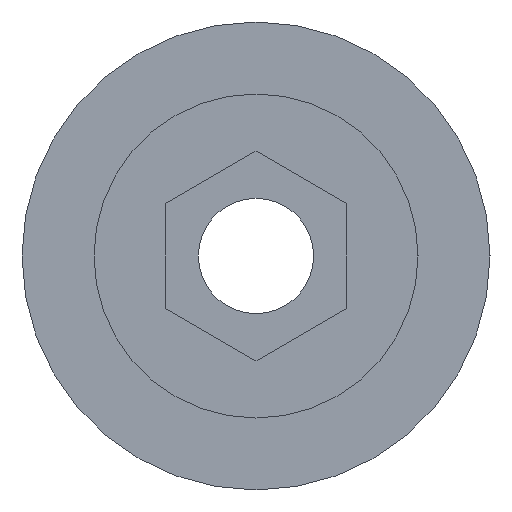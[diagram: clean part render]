
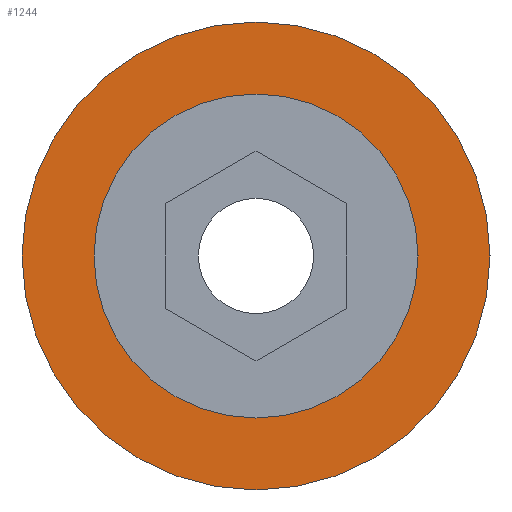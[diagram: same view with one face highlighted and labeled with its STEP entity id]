
A CAD part, left-side view. The second image highlights one B-rep face of the part: STEP entity #1244.
In plain terms, the highlighted planar face has unit normal (-1, 0, 0).
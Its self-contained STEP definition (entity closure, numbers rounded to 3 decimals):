
#178 = AXIS2_PLACEMENT_3D ( 'NONE', #2822, #3863, #3527 ) ;
#236 = CIRCLE ( 'NONE', #3865, 4.5 ) ;
#311 = CARTESIAN_POINT ( 'NONE',  ( 15.66, 0., 0. ) ) ;
#354 = FACE_OUTER_BOUND ( 'NONE', #1977, .T. ) ;
#512 = DIRECTION ( 'NONE',  ( 0., 0., -1. ) ) ;
#836 = DIRECTION ( 'NONE',  ( 0., 0., -1. ) ) ;
#882 = AXIS2_PLACEMENT_3D ( 'NONE', #311, #2058, #2721 ) ;
#1001 = AXIS2_PLACEMENT_3D ( 'NONE', #3304, #1561, #512 ) ;
#1123 = VERTEX_POINT ( 'NONE', #3307 ) ;
#1134 = EDGE_CURVE ( 'NONE', #1469, #4360, #3445, .T. ) ;
#1244 = ADVANCED_FACE ( 'NONE', ( #354, #3601 ), #1456, .F. ) ;
#1274 = CARTESIAN_POINT ( 'NONE',  ( 15.66, 0., -4.5 ) ) ;
#1456 = PLANE ( 'NONE',  #178 ) ;
#1467 = CARTESIAN_POINT ( 'NONE',  ( 15.66, 0., 0. ) ) ;
#1469 = VERTEX_POINT ( 'NONE', #2752 ) ;
#1561 = DIRECTION ( 'NONE',  ( 1., 0., 0. ) ) ;
#1600 = CARTESIAN_POINT ( 'NONE',  ( 15.66, 0., 0. ) ) ;
#1767 = VERTEX_POINT ( 'NONE', #3543 ) ;
#1882 = EDGE_CURVE ( 'NONE', #1767, #1123, #3126, .T. ) ;
#1924 = ORIENTED_EDGE ( 'NONE', *, *, #1134, .T. ) ;
#1977 = EDGE_LOOP ( 'NONE', ( #3312, #2145 ) ) ;
#2058 = DIRECTION ( 'NONE',  ( 1., 0., 0. ) ) ;
#2145 = ORIENTED_EDGE ( 'NONE', *, *, #3255, .F. ) ;
#2345 = DIRECTION ( 'NONE',  ( 1., 0., 0. ) ) ;
#2721 = DIRECTION ( 'NONE',  ( 0., 0., -1. ) ) ;
#2752 = CARTESIAN_POINT ( 'NONE',  ( 15.66, 0., 4.5 ) ) ;
#2822 = CARTESIAN_POINT ( 'NONE',  ( 15.66, 0., 0. ) ) ;
#2854 = ORIENTED_EDGE ( 'NONE', *, *, #4085, .T. ) ;
#2896 = DIRECTION ( 'NONE',  ( 1., 0., 0. ) ) ;
#2970 = AXIS2_PLACEMENT_3D ( 'NONE', #1600, #2345, #4046 ) ;
#3126 = CIRCLE ( 'NONE', #1001, 6.5 ) ;
#3143 = EDGE_LOOP ( 'NONE', ( #1924, #2854 ) ) ;
#3255 = EDGE_CURVE ( 'NONE', #1123, #1767, #3999, .T. ) ;
#3304 = CARTESIAN_POINT ( 'NONE',  ( 15.66, 0., 0. ) ) ;
#3307 = CARTESIAN_POINT ( 'NONE',  ( 15.66, 0., -6.5 ) ) ;
#3312 = ORIENTED_EDGE ( 'NONE', *, *, #1882, .F. ) ;
#3445 = CIRCLE ( 'NONE', #882, 4.5 ) ;
#3527 = DIRECTION ( 'NONE',  ( 0., 0., -1. ) ) ;
#3543 = CARTESIAN_POINT ( 'NONE',  ( 15.66, 0., 6.5 ) ) ;
#3601 = FACE_BOUND ( 'NONE', #3143, .T. ) ;
#3863 = DIRECTION ( 'NONE',  ( 1., 0., 0. ) ) ;
#3865 = AXIS2_PLACEMENT_3D ( 'NONE', #1467, #2896, #836 ) ;
#3999 = CIRCLE ( 'NONE', #2970, 6.5 ) ;
#4046 = DIRECTION ( 'NONE',  ( 0., 0., -1. ) ) ;
#4085 = EDGE_CURVE ( 'NONE', #4360, #1469, #236, .T. ) ;
#4360 = VERTEX_POINT ( 'NONE', #1274 ) ;
